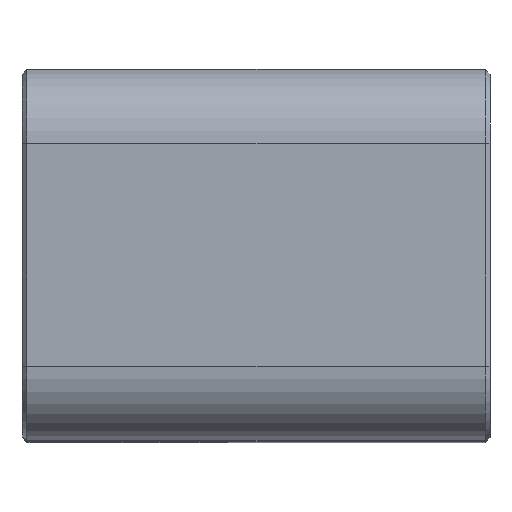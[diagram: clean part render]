
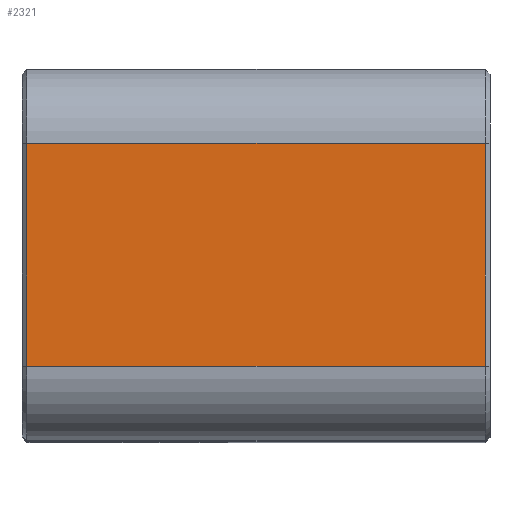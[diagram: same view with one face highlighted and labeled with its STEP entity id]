
A CAD part, top view. The second image highlights one B-rep face of the part: STEP entity #2321.
In plain terms, the highlighted planar face has unit normal (0, 0, 1).
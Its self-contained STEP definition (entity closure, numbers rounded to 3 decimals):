
#43 = VECTOR ( 'NONE', #3407, 1000. ) ;
#189 = DIRECTION ( 'NONE',  ( -1., 0., 0. ) ) ;
#257 = CARTESIAN_POINT ( 'NONE',  ( 24.8, -6.75, 25. ) ) ;
#342 = ORIENTED_EDGE ( 'NONE', *, *, #379, .T. ) ;
#356 = ORIENTED_EDGE ( 'NONE', *, *, #893, .T. ) ;
#379 = EDGE_CURVE ( 'NONE', #1051, #1094, #1654, .T. ) ;
#603 = CARTESIAN_POINT ( 'NONE',  ( 25., -6.75, 25. ) ) ;
#720 = CARTESIAN_POINT ( 'NONE',  ( 6.3, 18.75, 25. ) ) ;
#764 = VERTEX_POINT ( 'NONE', #1685 ) ;
#893 = EDGE_CURVE ( 'NONE', #1440, #1051, #2623, .T. ) ;
#1051 = VERTEX_POINT ( 'NONE', #1930 ) ;
#1064 = CARTESIAN_POINT ( 'NONE',  ( 25., 18.75, 25. ) ) ;
#1086 = LINE ( 'NONE', #1936, #43 ) ;
#1094 = VERTEX_POINT ( 'NONE', #2481 ) ;
#1162 = VECTOR ( 'NONE', #2921, 1000. ) ;
#1297 = PLANE ( 'NONE',  #2148 ) ;
#1440 = VERTEX_POINT ( 'NONE', #257 ) ;
#1654 = LINE ( 'NONE', #720, #1162 ) ;
#1685 = CARTESIAN_POINT ( 'NONE',  ( 24.8, -15.75, 25. ) ) ;
#1703 = LINE ( 'NONE', #2299, #1985 ) ;
#1768 = ORIENTED_EDGE ( 'NONE', *, *, #2924, .T. ) ;
#1900 = DIRECTION ( 'NONE',  ( 0., 0., -1. ) ) ;
#1930 = CARTESIAN_POINT ( 'NONE',  ( 6.3, -6.75, 25. ) ) ;
#1936 = CARTESIAN_POINT ( 'NONE',  ( 24.8, 18.75, 25. ) ) ;
#1985 = VECTOR ( 'NONE', #2005, 1000. ) ;
#2005 = DIRECTION ( 'NONE',  ( 1., 0., 0. ) ) ;
#2148 = AXIS2_PLACEMENT_3D ( 'NONE', #1064, #1900, #189 ) ;
#2299 = CARTESIAN_POINT ( 'NONE',  ( 25., -15.75, 25. ) ) ;
#2315 = ORIENTED_EDGE ( 'NONE', *, *, #2730, .T. ) ;
#2321 = ADVANCED_FACE ( 'NONE', ( #3610 ), #1297, .F. ) ;
#2332 = EDGE_LOOP ( 'NONE', ( #356, #342, #1768, #2315 ) ) ;
#2481 = CARTESIAN_POINT ( 'NONE',  ( 6.3, -15.75, 25. ) ) ;
#2601 = DIRECTION ( 'NONE',  ( -1., 0., 0. ) ) ;
#2623 = LINE ( 'NONE', #603, #3241 ) ;
#2730 = EDGE_CURVE ( 'NONE', #764, #1440, #1086, .T. ) ;
#2921 = DIRECTION ( 'NONE',  ( 0., -1., 0. ) ) ;
#2924 = EDGE_CURVE ( 'NONE', #1094, #764, #1703, .T. ) ;
#3241 = VECTOR ( 'NONE', #2601, 1000. ) ;
#3407 = DIRECTION ( 'NONE',  ( 0., 1., 0. ) ) ;
#3610 = FACE_OUTER_BOUND ( 'NONE', #2332, .T. ) ;
